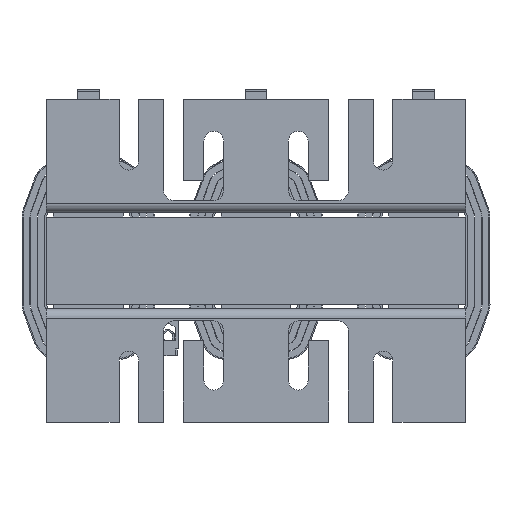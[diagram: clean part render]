
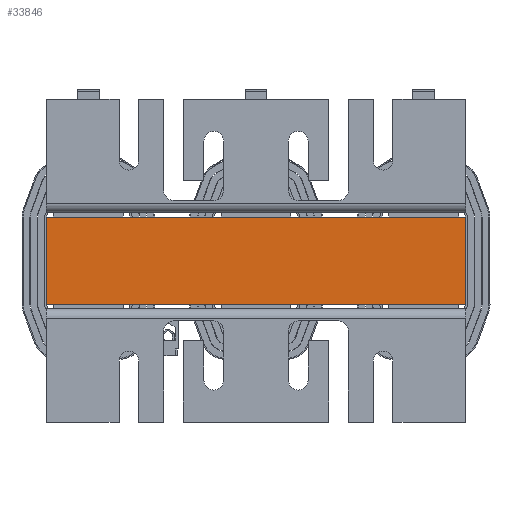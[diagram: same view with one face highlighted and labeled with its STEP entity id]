
A CAD part, front view. The second image highlights one B-rep face of the part: STEP entity #33846.
In plain terms, the highlighted face is planar.
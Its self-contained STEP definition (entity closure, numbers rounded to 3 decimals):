
#1206=PLANE('',#36331);
#2274=FACE_OUTER_BOUND('',#4140,.T.);
#4140=EDGE_LOOP('',(#23006,#23007,#23008,#23009));
#6173=LINE('',#49144,#9700);
#6178=LINE('',#49153,#9705);
#6182=LINE('',#49161,#9709);
#6183=LINE('',#49163,#9710);
#9700=VECTOR('',#39437,0.394);
#9705=VECTOR('',#39444,0.394);
#9709=VECTOR('',#39452,0.394);
#9710=VECTOR('',#39455,0.394);
#14470=VERTEX_POINT('',#49140);
#14472=VERTEX_POINT('',#49143);
#14474=VERTEX_POINT('',#49149);
#14477=VERTEX_POINT('',#49159);
#17869=EDGE_CURVE('',#14472,#14470,#6173,.T.);
#17874=EDGE_CURVE('',#14474,#14472,#6178,.T.);
#17878=EDGE_CURVE('',#14470,#14477,#6182,.T.);
#17879=EDGE_CURVE('',#14477,#14474,#6183,.T.);
#23006=ORIENTED_EDGE('',*,*,#17879,.T.);
#23007=ORIENTED_EDGE('',*,*,#17874,.T.);
#23008=ORIENTED_EDGE('',*,*,#17869,.T.);
#23009=ORIENTED_EDGE('',*,*,#17878,.T.);
#33846=ADVANCED_FACE('',(#2274),#1206,.T.);
#36331=AXIS2_PLACEMENT_3D('',#49162,#39453,#39454);
#39437=DIRECTION('',(-1.,0.,0.));
#39444=DIRECTION('',(0.,0.,-1.));
#39452=DIRECTION('',(0.,0.,1.));
#39453=DIRECTION('center_axis',(0.,1.,0.));
#39454=DIRECTION('ref_axis',(0.,0.,1.));
#39455=DIRECTION('',(1.,0.,0.));
#49140=CARTESIAN_POINT('',(0.003,2.403,-1.25));
#49143=CARTESIAN_POINT('',(12.003,2.403,-1.25));
#49144=CARTESIAN_POINT('',(0.003,2.403,-1.25));
#49149=CARTESIAN_POINT('',(12.003,2.403,1.25));
#49153=CARTESIAN_POINT('',(12.003,2.403,0.));
#49159=CARTESIAN_POINT('',(0.003,2.403,1.25));
#49161=CARTESIAN_POINT('',(0.003,2.403,0.));
#49162=CARTESIAN_POINT('Origin',(0.003,2.403,0.));
#49163=CARTESIAN_POINT('',(0.003,2.403,1.25));
